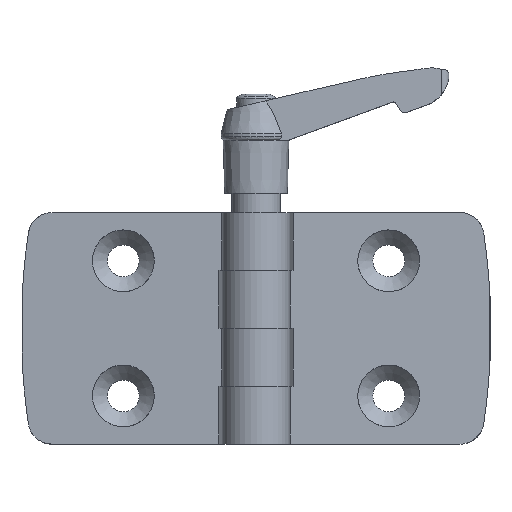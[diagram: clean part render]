
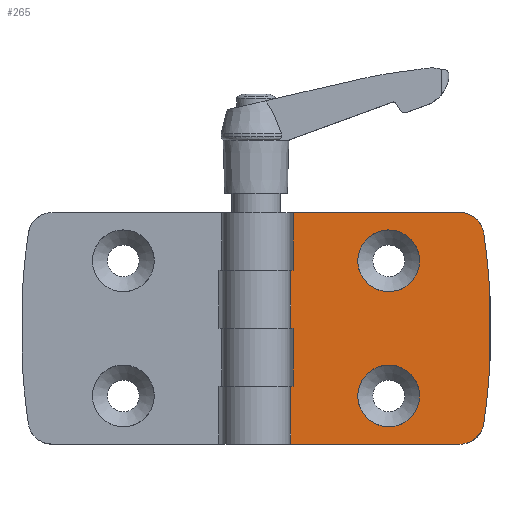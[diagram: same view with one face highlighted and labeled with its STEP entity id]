
A CAD part, top view. The second image highlights one B-rep face of the part: STEP entity #265.
In plain terms, the highlighted planar face has unit normal (0.036, 0, 0.999).
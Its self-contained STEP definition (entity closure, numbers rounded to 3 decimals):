
#265 = ADVANCED_FACE( '', ( #639, #640, #641 ), #642, .F. );
#639 = FACE_BOUND( '', #1184, .T. );
#640 = FACE_BOUND( '', #1185, .T. );
#641 = FACE_OUTER_BOUND( '', #1186, .T. );
#642 = PLANE( '', #1187 );
#1184 = EDGE_LOOP( '', ( #1768 ) );
#1185 = EDGE_LOOP( '', ( #1769 ) );
#1186 = EDGE_LOOP( '', ( #1770, #1771, #1772, #1773, #1774, #1775, #1776, #1777, #1778, #1779, #1780, #1781, #1782, #1783 ) );
#1187 = AXIS2_PLACEMENT_3D( '', #1784, #1785, #1786 );
#1768 = ORIENTED_EDGE( '', *, *, #3156, .F. );
#1769 = ORIENTED_EDGE( '', *, *, #3157, .F. );
#1770 = ORIENTED_EDGE( '', *, *, #3158, .T. );
#1771 = ORIENTED_EDGE( '', *, *, #3159, .T. );
#1772 = ORIENTED_EDGE( '', *, *, #3160, .F. );
#1773 = ORIENTED_EDGE( '', *, *, #3161, .F. );
#1774 = ORIENTED_EDGE( '', *, *, #3162, .F. );
#1775 = ORIENTED_EDGE( '', *, *, #3163, .T. );
#1776 = ORIENTED_EDGE( '', *, *, #3164, .T. );
#1777 = ORIENTED_EDGE( '', *, *, #3122, .T. );
#1778 = ORIENTED_EDGE( '', *, *, #3165, .F. );
#1779 = ORIENTED_EDGE( '', *, *, #3166, .T. );
#1780 = ORIENTED_EDGE( '', *, *, #3146, .T. );
#1781 = ORIENTED_EDGE( '', *, *, #3167, .T. );
#1782 = ORIENTED_EDGE( '', *, *, #3168, .T. );
#1783 = ORIENTED_EDGE( '', *, *, #3104, .F. );
#1784 = CARTESIAN_POINT( '', ( 7.193, 48., -1.007 ) );
#1785 = DIRECTION( '', ( -0.036, 0., -0.999 ) );
#1786 = DIRECTION( '', ( -0.999, 0., 0.036 ) );
#3104 = EDGE_CURVE( '', #3654, #3655, #3656, .T. );
#3122 = EDGE_CURVE( '', #3681, #3686, #3688, .T. );
#3146 = EDGE_CURVE( '', #3731, #3729, #3732, .T. );
#3156 = EDGE_CURVE( '', #3747, #3747, #3748, .F. );
#3157 = EDGE_CURVE( '', #3749, #3749, #3750, .F. );
#3158 = EDGE_CURVE( '', #3654, #3751, #3752, .F. );
#3159 = EDGE_CURVE( '', #3751, #3753, #3754, .F. );
#3160 = EDGE_CURVE( '', #3755, #3753, #3756, .T. );
#3161 = EDGE_CURVE( '', #3757, #3755, #3758, .T. );
#3162 = EDGE_CURVE( '', #3759, #3757, #3760, .T. );
#3163 = EDGE_CURVE( '', #3759, #3761, #3762, .T. );
#3164 = EDGE_CURVE( '', #3761, #3681, #3763, .T. );
#3165 = EDGE_CURVE( '', #3764, #3686, #3765, .T. );
#3166 = EDGE_CURVE( '', #3764, #3731, #3766, .T. );
#3167 = EDGE_CURVE( '', #3729, #3767, #3768, .F. );
#3168 = EDGE_CURVE( '', #3767, #3655, #3769, .F. );
#3654 = VERTEX_POINT( '', #4474 );
#3655 = VERTEX_POINT( '', #4475 );
#3656 = LINE( '', #4476, #4477 );
#3681 = VERTEX_POINT( '', #4541 );
#3686 = VERTEX_POINT( '', #4548 );
#3688 = LINE( '', #4551, #4552 );
#3729 = VERTEX_POINT( '', #4620 );
#3731 = VERTEX_POINT( '', #4623 );
#3732 = LINE( '', #4624, #4625 );
#3747 = VERTEX_POINT( '', #4643 );
#3748 = ELLIPSE( '', #4644, 6.404, 6.4 );
#3749 = VERTEX_POINT( '', #4645 );
#3750 = ELLIPSE( '', #4646, 6.404, 6.4 );
#3751 = VERTEX_POINT( '', #4647 );
#3752 = ELLIPSE( '', #4648, 134.405, 134.318 );
#3753 = VERTEX_POINT( '', #4649 );
#3754 = ELLIPSE( '', #4650, 5.003, 5. );
#3755 = VERTEX_POINT( '', #4651 );
#3756 = LINE( '', #4652, #4653 );
#3757 = VERTEX_POINT( '', #4654 );
#3758 = LINE( '', #4655, #4656 );
#3759 = VERTEX_POINT( '', #4657 );
#3760 = LINE( '', #4658, #4659 );
#3761 = VERTEX_POINT( '', #4660 );
#3762 = LINE( '', #4661, #4662 );
#3763 = LINE( '', #4663, #4664 );
#3764 = VERTEX_POINT( '', #4665 );
#3765 = LINE( '', #4666, #4667 );
#3766 = LINE( '', #4668, #4669 );
#3767 = VERTEX_POINT( '', #4670 );
#3768 = ELLIPSE( '', #4671, 5.003, 5. );
#3769 = ELLIPSE( '', #4672, 134.405, 134.318 );
#4474 = CARTESIAN_POINT( '', ( 48.307, 33.75, -2.493 ) );
#4475 = CARTESIAN_POINT( '', ( 48.307, 14.25, -2.493 ) );
#4476 = CARTESIAN_POINT( '', ( 48.307, 48., -2.493 ) );
#4477 = VECTOR( '', #5742, 1000. );
#4541 = CARTESIAN_POINT( '', ( 7.698, 24., -1.025 ) );
#4548 = CARTESIAN_POINT( '', ( 7.698, 12., -1.025 ) );
#4551 = CARTESIAN_POINT( '', ( 7.698, 48., -1.025 ) );
#4552 = VECTOR( '', #5763, 1000. );
#4620 = CARTESIAN_POINT( '', ( 42.258, 0., -2.274 ) );
#4623 = CARTESIAN_POINT( '', ( 7.193, 0., -1.007 ) );
#4624 = CARTESIAN_POINT( '', ( 7.193, 0., -1.007 ) );
#4625 = VECTOR( '', #5793, 1000. );
#4643 = CARTESIAN_POINT( '', ( 33.9, 38., -1.972 ) );
#4644 = AXIS2_PLACEMENT_3D( '', #5809, #5810, #5811 );
#4645 = CARTESIAN_POINT( '', ( 33.9, 10., -1.972 ) );
#4646 = AXIS2_PLACEMENT_3D( '', #5812, #5813, #5814 );
#4647 = CARTESIAN_POINT( '', ( 47.204, 43.735, -2.453 ) );
#4648 = AXIS2_PLACEMENT_3D( '', #5815, #5816, #5817 );
#4649 = CARTESIAN_POINT( '', ( 42.258, 48., -2.274 ) );
#4650 = AXIS2_PLACEMENT_3D( '', #5818, #5819, #5820 );
#4651 = CARTESIAN_POINT( '', ( 7.698, 48., -1.025 ) );
#4652 = CARTESIAN_POINT( '', ( 7.193, 48., -1.007 ) );
#4653 = VECTOR( '', #5821, 1000. );
#4654 = CARTESIAN_POINT( '', ( 7.698, 36., -1.025 ) );
#4655 = CARTESIAN_POINT( '', ( 7.698, 48., -1.025 ) );
#4656 = VECTOR( '', #5822, 1000. );
#4657 = CARTESIAN_POINT( '', ( 7.193, 36., -1.007 ) );
#4658 = CARTESIAN_POINT( '', ( 7.193, 36., -1.007 ) );
#4659 = VECTOR( '', #5823, 1000. );
#4660 = CARTESIAN_POINT( '', ( 7.193, 24., -1.007 ) );
#4661 = CARTESIAN_POINT( '', ( 7.193, 48., -1.007 ) );
#4662 = VECTOR( '', #5824, 1000. );
#4663 = CARTESIAN_POINT( '', ( 7.193, 24., -1.007 ) );
#4664 = VECTOR( '', #5825, 1000. );
#4665 = CARTESIAN_POINT( '', ( 7.193, 12., -1.007 ) );
#4666 = CARTESIAN_POINT( '', ( 7.193, 12., -1.007 ) );
#4667 = VECTOR( '', #5826, 1000. );
#4668 = CARTESIAN_POINT( '', ( 7.193, 48., -1.007 ) );
#4669 = VECTOR( '', #5827, 1000. );
#4670 = CARTESIAN_POINT( '', ( 47.204, 4.265, -2.453 ) );
#4671 = AXIS2_PLACEMENT_3D( '', #5828, #5829, #5830 );
#4672 = AXIS2_PLACEMENT_3D( '', #5831, #5832, #5833 );
#5742 = DIRECTION( '', ( 0., -1., 0. ) );
#5763 = DIRECTION( '', ( 0., -1., 0. ) );
#5793 = DIRECTION( '', ( 0.999, 0., -0.036 ) );
#5809 = CARTESIAN_POINT( '', ( 27.5, 38., -1.741 ) );
#5810 = DIRECTION( '', ( -0.036, 0., -0.999 ) );
#5811 = DIRECTION( '', ( 0.999, 0., -0.036 ) );
#5812 = CARTESIAN_POINT( '', ( 27.5, 10., -1.741 ) );
#5813 = DIRECTION( '', ( -0.036, 0., -0.999 ) );
#5814 = DIRECTION( '', ( 0.999, 0., -0.036 ) );
#5815 = CARTESIAN_POINT( '', ( -85.656, 24., 2.349 ) );
#5816 = DIRECTION( '', ( -0.036, 0., -0.999 ) );
#5817 = DIRECTION( '', ( 0.999, 0., -0.036 ) );
#5818 = CARTESIAN_POINT( '', ( 42.258, 43., -2.274 ) );
#5819 = DIRECTION( '', ( -0.036, 0., -0.999 ) );
#5820 = DIRECTION( '', ( 0.999, 0., -0.036 ) );
#5821 = DIRECTION( '', ( 0.999, 0., -0.036 ) );
#5822 = DIRECTION( '', ( 0., 1., 0. ) );
#5823 = DIRECTION( '', ( 0.999, 0., -0.036 ) );
#5824 = DIRECTION( '', ( 0., -1., 0. ) );
#5825 = DIRECTION( '', ( 0.999, 0., -0.036 ) );
#5826 = DIRECTION( '', ( 0.999, 0., -0.036 ) );
#5827 = DIRECTION( '', ( 0., -1., 0. ) );
#5828 = CARTESIAN_POINT( '', ( 42.258, 5., -2.274 ) );
#5829 = DIRECTION( '', ( -0.036, 0., -0.999 ) );
#5830 = DIRECTION( '', ( 0.999, 0., -0.036 ) );
#5831 = CARTESIAN_POINT( '', ( -85.656, 24., 2.349 ) );
#5832 = DIRECTION( '', ( -0.036, 0., -0.999 ) );
#5833 = DIRECTION( '', ( 0.999, 0., -0.036 ) );
